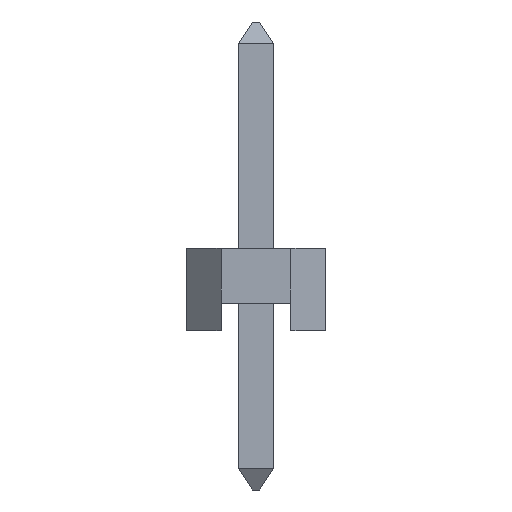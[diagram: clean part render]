
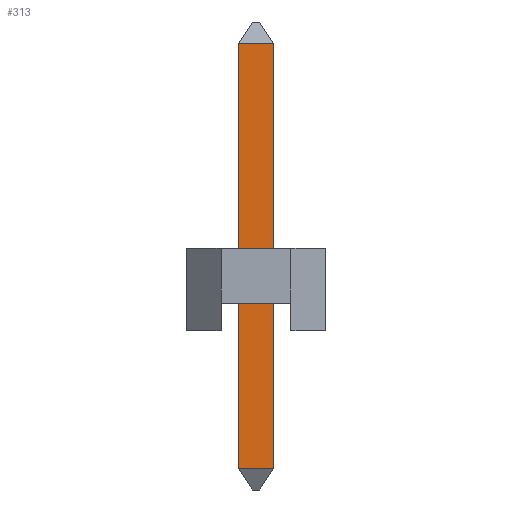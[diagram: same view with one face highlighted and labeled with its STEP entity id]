
A CAD part, left-side view. The second image highlights one B-rep face of the part: STEP entity #313.
In plain terms, the highlighted planar face has unit normal (-1, 0, 0).
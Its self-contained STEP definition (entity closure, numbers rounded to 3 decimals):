
#313=ADVANCED_FACE('',(#649),#4721,.T.);
#649=FACE_OUTER_BOUND('',#985,.T.);
#985=EDGE_LOOP('',(#1792,#1793,#1794,#1795));
#1792=ORIENTED_EDGE('',*,*,#2966,.T.);
#1793=ORIENTED_EDGE('',*,*,#2959,.T.);
#1794=ORIENTED_EDGE('',*,*,#2967,.F.);
#1795=ORIENTED_EDGE('',*,*,#2964,.F.);
#2959=EDGE_CURVE('',#4308,#4311,#3701,.T.);
#2964=EDGE_CURVE('',#4314,#4315,#3706,.T.);
#2966=EDGE_CURVE('',#4314,#4308,#3708,.T.);
#2967=EDGE_CURVE('',#4315,#4311,#3709,.T.);
#3701=B_SPLINE_CURVE_WITH_KNOTS('',1,(#6520,#6521),.UNSPECIFIED.,.F.,.F.,
(2,2),(0.,7.72),.UNSPECIFIED.);
#3706=B_SPLINE_CURVE_WITH_KNOTS('',1,(#6530,#6531),.UNSPECIFIED.,.F.,.F.,
(2,2),(0.,7.72),.UNSPECIFIED.);
#3708=B_SPLINE_CURVE_WITH_KNOTS('',1,(#6534,#6535),.UNSPECIFIED.,.F.,.F.,
(2,2),(1.92,2.56),.UNSPECIFIED.);
#3709=B_SPLINE_CURVE_WITH_KNOTS('',1,(#6536,#6537),.UNSPECIFIED.,.F.,.F.,
(2,2),(1.92,2.56),.UNSPECIFIED.);
#4308=VERTEX_POINT('',#6498);
#4311=VERTEX_POINT('',#6501);
#4314=VERTEX_POINT('',#6504);
#4315=VERTEX_POINT('',#6505);
#4721=PLANE('',#5057);
#5057=AXIS2_PLACEMENT_3D('',#6487,#5376,$);
#5376=DIRECTION('',(-1.,0.,0.));
#6487=CARTESIAN_POINT('',(-0.32,0.32,-2.5));
#6498=CARTESIAN_POINT('',(-0.32,-0.32,-2.5));
#6501=CARTESIAN_POINT('',(-0.32,-0.32,5.22));
#6504=CARTESIAN_POINT('',(-0.32,0.32,-2.5));
#6505=CARTESIAN_POINT('',(-0.32,0.32,5.22));
#6520=CARTESIAN_POINT('',(-0.32,-0.32,-2.5));
#6521=CARTESIAN_POINT('',(-0.32,-0.32,5.22));
#6530=CARTESIAN_POINT('',(-0.32,0.32,-2.5));
#6531=CARTESIAN_POINT('',(-0.32,0.32,5.22));
#6534=CARTESIAN_POINT('',(-0.32,0.32,-2.5));
#6535=CARTESIAN_POINT('',(-0.32,-0.32,-2.5));
#6536=CARTESIAN_POINT('',(-0.32,0.32,5.22));
#6537=CARTESIAN_POINT('',(-0.32,-0.32,5.22));
